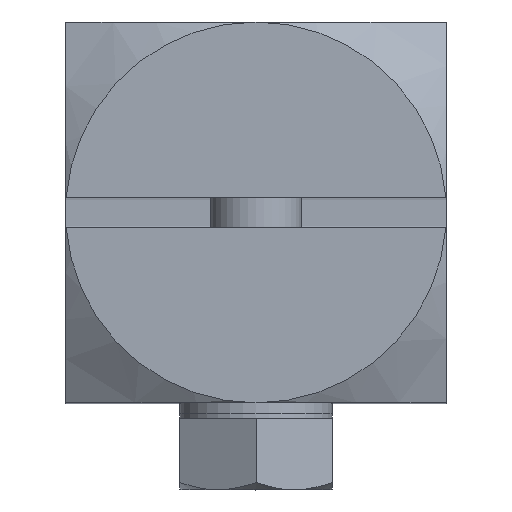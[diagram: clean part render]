
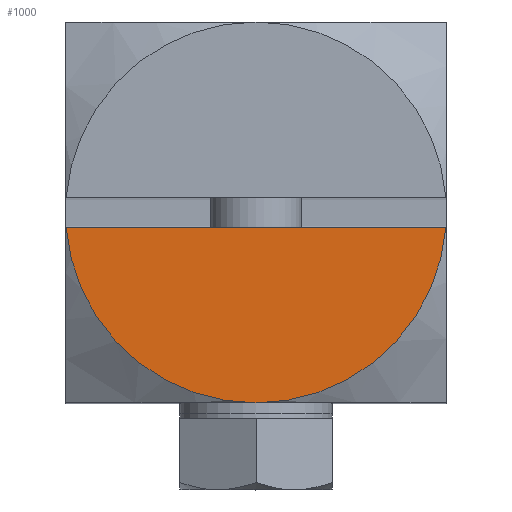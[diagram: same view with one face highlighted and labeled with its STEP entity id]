
A CAD part, top view. The second image highlights one B-rep face of the part: STEP entity #1000.
In plain terms, the highlighted planar face has unit normal (0, 0, 1).
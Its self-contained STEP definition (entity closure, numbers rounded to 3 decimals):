
#610=CARTESIAN_POINT('',(12.46,-1.,35.0));
#611=VERTEX_POINT('',#610);
#627=CARTESIAN_POINT('',(0.,-12.5,35.0));
#628=VERTEX_POINT('',#627);
#629=CARTESIAN_POINT('',(0.0,0.0,35.0));
#630=DIRECTION('',(0.0,0.0,1.0));
#631=DIRECTION('',(0.0,1.0,0.0));
#632=AXIS2_PLACEMENT_3D('',#629,#630,#631);
#633=CIRCLE('',#632,12.5);
#634=EDGE_CURVE('',#628,#611,#633,.T.);
#685=CARTESIAN_POINT('',(-12.46,-1.,35.0));
#686=VERTEX_POINT('',#685);
#687=CARTESIAN_POINT('',(0.0,0.0,35.0));
#688=DIRECTION('',(0.0,0.0,1.0));
#689=DIRECTION('',(0.0,1.0,0.0));
#690=AXIS2_PLACEMENT_3D('',#687,#688,#689);
#691=CIRCLE('',#690,12.5);
#692=EDGE_CURVE('',#686,#628,#691,.T.);
#860=CARTESIAN_POINT('',(12.46,-1.,35.0));
#861=DIRECTION('',(-1.0,0.0,0.0));
#862=VECTOR('',#861,24.92);
#863=LINE('',#860,#862);
#864=EDGE_CURVE('',#611,#686,#863,.T.);
#990=CARTESIAN_POINT('',(0.,0.,35.0));
#991=DIRECTION('',(0.0,0.0,1.0));
#992=DIRECTION('',(1.0,0.0,0.0));
#993=AXIS2_PLACEMENT_3D('',#990,#991,#992);
#994=PLANE('',#993);
#995=ORIENTED_EDGE('',*,*,#634,.T.);
#996=ORIENTED_EDGE('',*,*,#864,.T.);
#997=ORIENTED_EDGE('',*,*,#692,.T.);
#998=EDGE_LOOP('',(#995,#996,#997));
#999=FACE_OUTER_BOUND('',#998,.T.);
#1000=ADVANCED_FACE('',(#999),#994,.T.);
